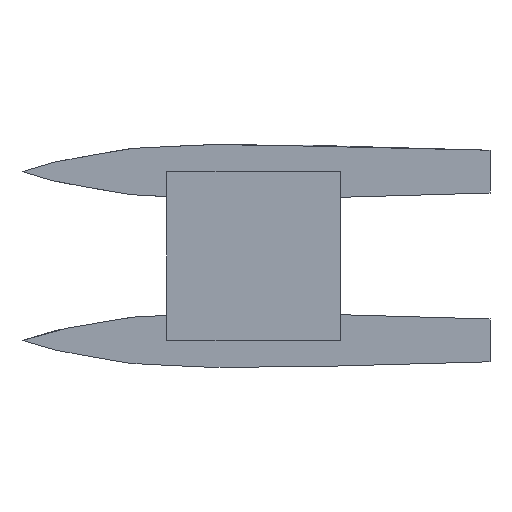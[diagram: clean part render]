
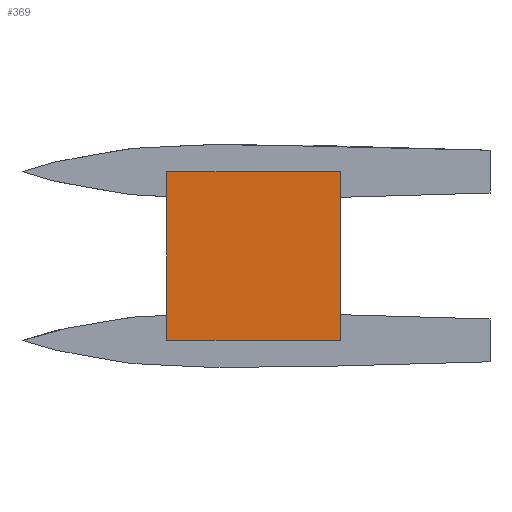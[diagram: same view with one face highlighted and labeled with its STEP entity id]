
A CAD part, top view. The second image highlights one B-rep face of the part: STEP entity #369.
In plain terms, the highlighted planar face has unit normal (0, 0, 1).
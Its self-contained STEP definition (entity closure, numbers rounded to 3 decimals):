
#55=FACE_OUTER_BOUND('',#77,.T.);
#77=EDGE_LOOP('',(#263,#264,#265,#266));
#99=LINE('',#481,#127);
#104=LINE('',#491,#132);
#107=LINE('',#497,#135);
#112=LINE('',#505,#140);
#127=VECTOR('',#421,10.);
#132=VECTOR('',#428,10.);
#135=VECTOR('',#433,10.);
#140=VECTOR('',#440,10.);
#155=VERTEX_POINT('',#478);
#156=VERTEX_POINT('',#480);
#160=VERTEX_POINT('',#490);
#162=VERTEX_POINT('',#496);
#191=EDGE_CURVE('',#156,#155,#99,.T.);
#196=EDGE_CURVE('',#160,#156,#104,.T.);
#199=EDGE_CURVE('',#162,#160,#107,.T.);
#204=EDGE_CURVE('',#155,#162,#112,.T.);
#263=ORIENTED_EDGE('',*,*,#204,.T.);
#264=ORIENTED_EDGE('',*,*,#199,.T.);
#265=ORIENTED_EDGE('',*,*,#196,.T.);
#266=ORIENTED_EDGE('',*,*,#191,.T.);
#355=PLANE('',#405);
#369=ADVANCED_FACE('',(#55),#355,.T.);
#405=AXIS2_PLACEMENT_3D('',#506,#441,#442);
#421=DIRECTION('',(0.,1.,0.));
#428=DIRECTION('',(1.,0.,0.));
#433=DIRECTION('',(0.,-1.,0.));
#440=DIRECTION('',(-1.,0.,0.));
#441=DIRECTION('center_axis',(0.,0.,1.));
#442=DIRECTION('ref_axis',(1.,0.,0.));
#478=CARTESIAN_POINT('',(346.564,368.,10.));
#480=CARTESIAN_POINT('',(346.564,-368.,10.));
#481=CARTESIAN_POINT('',(346.564,368.,10.));
#490=CARTESIAN_POINT('',(-408.933,-368.,10.));
#491=CARTESIAN_POINT('',(346.564,-368.,10.));
#496=CARTESIAN_POINT('',(-408.933,368.,10.));
#497=CARTESIAN_POINT('',(-408.933,-368.,10.));
#505=CARTESIAN_POINT('',(-408.933,368.,10.));
#506=CARTESIAN_POINT('Origin',(-31.185,0.,10.));
